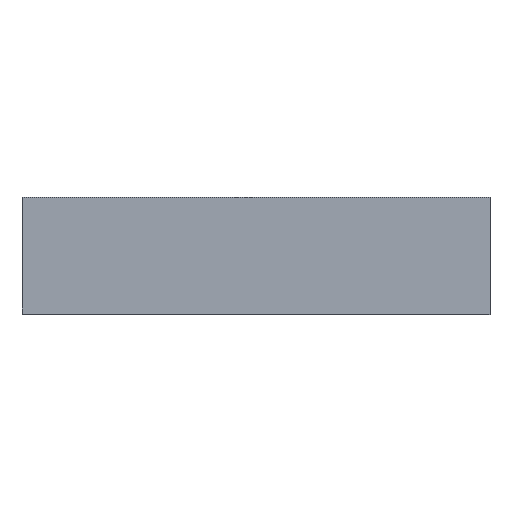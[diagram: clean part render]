
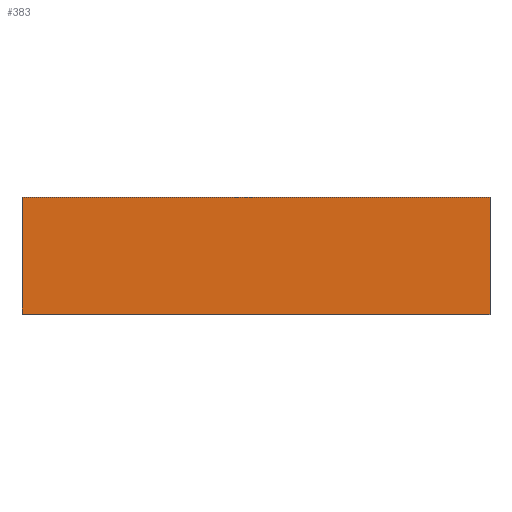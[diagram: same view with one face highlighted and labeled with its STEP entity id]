
A CAD part, top view. The second image highlights one B-rep face of the part: STEP entity #383.
In plain terms, the highlighted planar face has unit normal (0, 0, 1).
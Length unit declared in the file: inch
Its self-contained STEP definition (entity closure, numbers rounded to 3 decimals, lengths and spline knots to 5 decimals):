
#5 = LINE ( 'NONE', #865, #290 ) ;
#49 = VECTOR ( 'NONE', #409, 39.37008 ) ;
#103 = ORIENTED_EDGE ( 'NONE', *, *, #648, .T. ) ;
#110 = ORIENTED_EDGE ( 'NONE', *, *, #578, .T. ) ;
#114 = LINE ( 'NONE', #856, #191 ) ;
#153 = LINE ( 'NONE', #499, #326 ) ;
#158 = ORIENTED_EDGE ( 'NONE', *, *, #629, .T. ) ;
#191 = VECTOR ( 'NONE', #841, 39.37008 ) ;
#249 = ORIENTED_EDGE ( 'NONE', *, *, #605, .T. ) ;
#278 = LINE ( 'NONE', #408, #49 ) ;
#281 = EDGE_LOOP ( 'NONE', ( #103, #110, #249, #158 ) ) ;
#290 = VECTOR ( 'NONE', #864, 39.37008 ) ;
#326 = VECTOR ( 'NONE', #520, 39.37008 ) ;
#337 = FACE_OUTER_BOUND ( 'NONE', #281, .T. ) ;
#383 = ADVANCED_FACE ( 'NONE', ( #337 ), #737, .T. ) ;
#408 = CARTESIAN_POINT ( 'NONE',  ( 0.5, 0.125, 1.1 ) ) ;
#409 = DIRECTION ( 'NONE',  ( 0., 1., 0. ) ) ;
#464 = CARTESIAN_POINT ( 'NONE',  ( -0.5, -0.125, 1.1 ) ) ;
#472 = CARTESIAN_POINT ( 'NONE',  ( -0.5, 0.125, 1.1 ) ) ;
#499 = CARTESIAN_POINT ( 'NONE',  ( -0.5, -0.125, 1.1 ) ) ;
#512 = CARTESIAN_POINT ( 'NONE',  ( 0.5, -0.125, 1.1 ) ) ;
#520 = DIRECTION ( 'NONE',  ( 1., 0., 0. ) ) ;
#536 = CARTESIAN_POINT ( 'NONE',  ( 0.5, 0.125, 1.1 ) ) ;
#578 = EDGE_CURVE ( 'NONE', #871, #816, #5, .T. ) ;
#605 = EDGE_CURVE ( 'NONE', #816, #821, #114, .T. ) ;
#629 = EDGE_CURVE ( 'NONE', #821, #872, #153, .T. ) ;
#648 = EDGE_CURVE ( 'NONE', #872, #871, #278, .T. ) ;
#662 = AXIS2_PLACEMENT_3D ( 'NONE', #761, #745, #752 ) ;
#737 = PLANE ( 'NONE',  #662 ) ;
#745 = DIRECTION ( 'NONE',  ( 0., 0., 1. ) ) ;
#752 = DIRECTION ( 'NONE',  ( 1., 0., 0. ) ) ;
#761 = CARTESIAN_POINT ( 'NONE',  ( 0.5, -0.125, 1.1 ) ) ;
#816 = VERTEX_POINT ( 'NONE', #472 ) ;
#821 = VERTEX_POINT ( 'NONE', #464 ) ;
#841 = DIRECTION ( 'NONE',  ( 0., -1., 0. ) ) ;
#856 = CARTESIAN_POINT ( 'NONE',  ( -0.5, 0.125, 1.1 ) ) ;
#864 = DIRECTION ( 'NONE',  ( -1., 0., 0. ) ) ;
#865 = CARTESIAN_POINT ( 'NONE',  ( -0.5, 0.125, 1.1 ) ) ;
#871 = VERTEX_POINT ( 'NONE', #536 ) ;
#872 = VERTEX_POINT ( 'NONE', #512 ) ;
